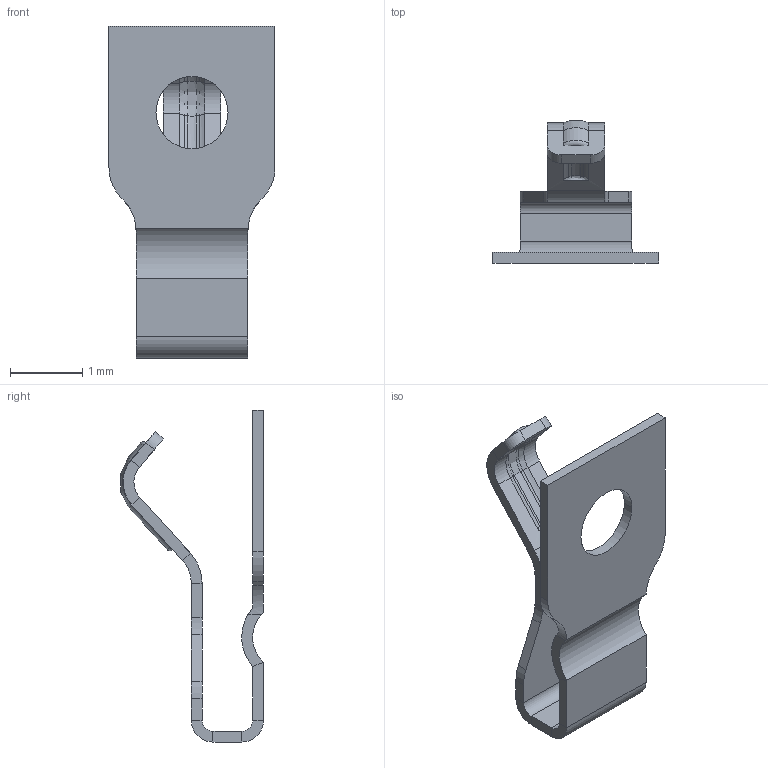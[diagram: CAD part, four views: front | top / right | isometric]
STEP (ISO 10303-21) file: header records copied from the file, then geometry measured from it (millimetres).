
FILE_DESCRIPTION(('FreeCAD Model'),'2;1');
FILE_NAME('Open CASCADE Shape Model','2023-12-29T11:18:33',('Author'),( ''),'Open CASCADE STEP processor 7.6','FreeCAD','Unknown');
FILE_SCHEMA(('AUTOMOTIVE_DESIGN { 1 0 10303 214 1 1 1 1 }'));
Length unit declared in the file: millimetre
Products named in the file (3): S7131-45; COMPOUND-3_1.step; COMPOUND-3_1.step001
Assembly tree (2 placements, depth 2):
  S7131-45
    COMPOUND-3_1.step
    COMPOUND-3_1.step001
Bounding box: 2.3 x 1.98 x 4.6 mm (x, y, z)
Volume: 2.1 mm3; surface area: 33 mm2
Topology: 2 solids, 2 shells, 92 faces, 212 edges, 124 vertices
Faces by surface type: plane 48, cylinder 33, bspline 6, torus 3, cone 2
Entity records: 2928 total; most frequent: CARTESIAN_POINT 771, DIRECTION 458, ORIENTED_EDGE 424, EDGE_CURVE 212, AXIS2_PLACEMENT_3D 165, LINE 128, VECTOR 128, VERTEX_POINT 124
